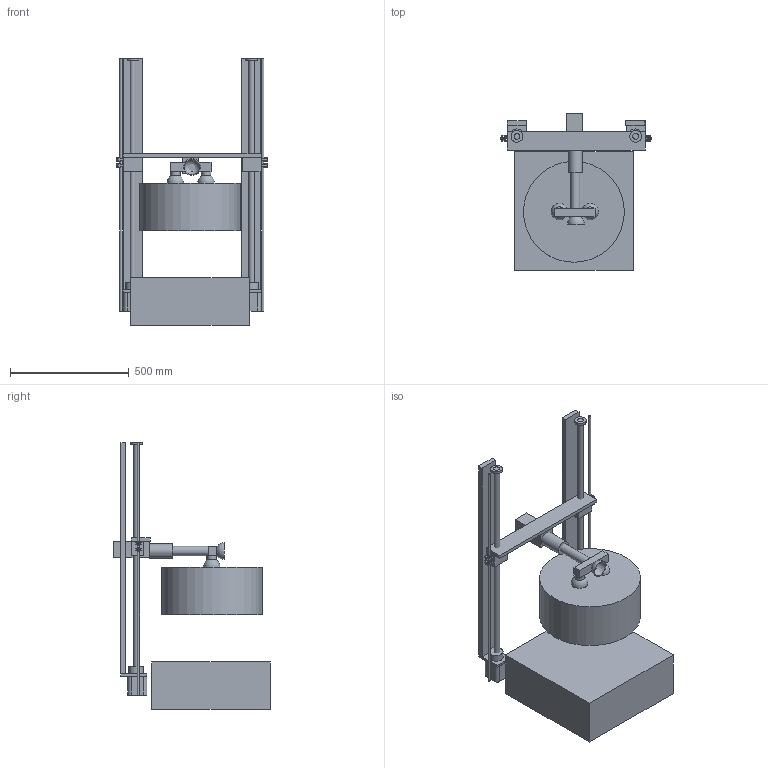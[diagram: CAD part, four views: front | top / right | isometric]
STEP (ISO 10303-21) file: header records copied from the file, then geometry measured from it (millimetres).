
FILE_DESCRIPTION(/* description */ (''),/* implementation_level */ '2;1');
FILE_NAME(/* name */ 'Piling up the lagori discs(Seeker R2) .step',/* time_stamp */ '2022-03-01T09:38:24+05:00',/* author */ (''),/* organization */ (''),/* preprocessor_version */ 'ST-DEVELOPER v18.1',/* originating_system */ 'Autodesk Translation Framework v10.13.0.1454',/* authorisation */ '');
FILE_SCHEMA (('AUTOMOTIVE_DESIGN { 1 0 10303 214 3 1 1 }'));
Length unit declared in the file: millimetre
Products named in the file (21): Piling up the lagori discs(Seeker R2); lifting support  (1); lifting support ; wheel body ; Component20; Component21; wheels  (1); wheels ; suction cup support  (2); shaft support ; lifting mechanism ; lifting mechanism screw; ball bearings ; lifting shaft ; linear actuator body ; linear actuator rod (1); linear actuator rod; suction cup support  (3); suction cup support  (1); suction cups ; Lagori (New)
Assembly tree (45 placements, depth 2):
  Piling up the lagori discs(Seeker R2)
    lifting support  (1)
    lifting support 
    wheel body   x8
    wheels   x4
    Component20  x2
    Component21  x4
    wheels  (1)  x4
    suction cup support  (2)
    shaft support   x2
    lifting mechanism   x2
    lifting mechanism screw  x2
    ball bearings   x2
    lifting shaft   x2
    linear actuator body 
    linear actuator rod (1)
    linear actuator rod
    suction cup support  (3)
    suction cup support  (1)  x2
    suction cups   x3
    Lagori (New)
Bounding box: 640 x 660.19 x 1125 mm (x, y, z)
Volume: 86939964.1 mm3; surface area: 2604869.4 mm2
Topology: 50 solids, 50 shells, 230 faces, 391 edges, 258 vertices
Faces by surface type: plane 177, cylinder 31, bspline 8, cone 8, sphere 6
Full cylindrical faces by diameter (mm): 5 x4, 10 x2, 24.822 x4, 29.6 x2, 40 x5, 50 x2, 60 x3, 425 x1
Entity records: 4327 total; most frequent: CARTESIAN_POINT 976, DIRECTION 638, ORIENTED_EDGE 436, AXIS2_PLACEMENT_3D 236, EDGE_CURVE 218, LINE 166, VECTOR 166, VERTEX_POINT 146
